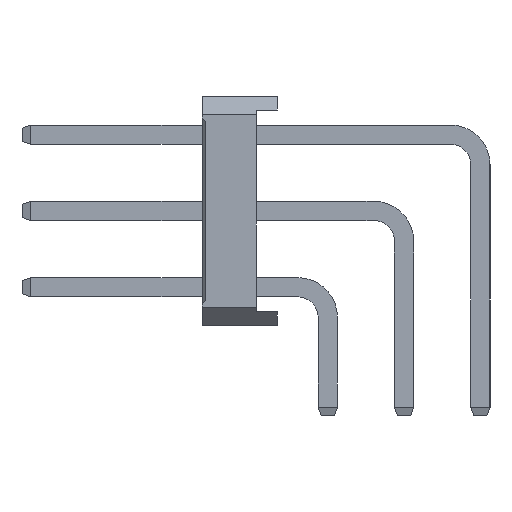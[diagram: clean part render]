
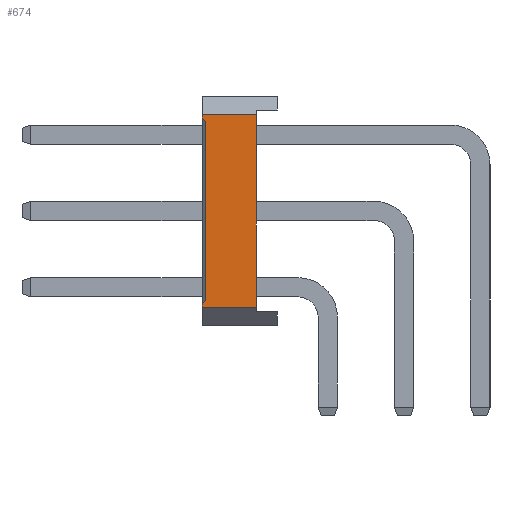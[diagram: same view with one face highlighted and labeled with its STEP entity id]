
A CAD part, left-side view. The second image highlights one B-rep face of the part: STEP entity #674.
In plain terms, the highlighted planar face has unit normal (-1, 0, 0).
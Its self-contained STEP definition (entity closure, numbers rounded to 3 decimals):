
#674=ADVANCED_FACE('',(#7284),#7286,.T.);
#7284=FACE_BOUND('',#7285,.T.);
#7285=EDGE_LOOP('',(#12657,#12658,#12659,#12660,#12661,#12662,#12663,#12664));
#7286=PLANE('',#7287);
#7287=AXIS2_PLACEMENT_3D('',#7288,#7289,#7290);
#7288=CARTESIAN_POINT('',(-1.27,1.68,0.6));
#7289=DIRECTION('',(-1.,0.,0.));
#7290=DIRECTION('',(0.,0.,1.));
#12657=ORIENTED_EDGE('',*,*,#16122,.F.);
#12658=ORIENTED_EDGE('',*,*,#16123,.T.);
#12659=ORIENTED_EDGE('',*,*,#16124,.F.);
#12660=ORIENTED_EDGE('',*,*,#15746,.F.);
#12661=ORIENTED_EDGE('',*,*,#16125,.F.);
#12662=ORIENTED_EDGE('',*,*,#15556,.T.);
#12663=ORIENTED_EDGE('',*,*,#16121,.T.);
#12664=ORIENTED_EDGE('',*,*,#15750,.F.);
#15556=EDGE_CURVE('',#17360,#17358,#17361,.T.);
#15746=EDGE_CURVE('',#17738,#17740,#17741,.T.);
#15750=EDGE_CURVE('',#17746,#17748,#17749,.T.);
#16121=EDGE_CURVE('',#17358,#17748,#18421,.T.);
#16122=EDGE_CURVE('',#18422,#17746,#18423,.F.);
#16123=EDGE_CURVE('',#18422,#18424,#18425,.T.);
#16124=EDGE_CURVE('',#17740,#18424,#18426,.F.);
#16125=EDGE_CURVE('',#17360,#17738,#18427,.T.);
#17358=VERTEX_POINT('',#20290);
#17360=VERTEX_POINT('',#20294);
#17361=LINE('',#20295,#20296);
#17738=VERTEX_POINT('',#21050);
#17740=VERTEX_POINT('',#21054);
#17741=LINE('',#21055,#21056);
#17746=VERTEX_POINT('',#21066);
#17748=VERTEX_POINT('',#21070);
#17749=LINE('',#21071,#21072);
#18421=LINE('',#22517,#22518);
#18422=VERTEX_POINT('',#22520);
#18423=LINE('',#22521,#22522);
#18424=VERTEX_POINT('',#22524);
#18425=LINE('',#22525,#22526);
#18426=LINE('',#22528,#22529);
#18427=LINE('',#22531,#22532);
#20290=CARTESIAN_POINT('',(-1.27,2.38,7.02));
#20294=CARTESIAN_POINT('',(-1.27,2.38,0.6));
#20295=CARTESIAN_POINT('',(-1.27,2.38,0.6));
#20296=VECTOR('',#20297,1.);
#20297=DIRECTION('',(0.,0.,1.));
#21050=CARTESIAN_POINT('',(-1.27,4.18,0.6));
#21054=CARTESIAN_POINT('',(-1.27,4.18,0.72));
#21055=CARTESIAN_POINT('',(-1.27,4.18,0.6));
#21056=VECTOR('',#21057,1.);
#21057=DIRECTION('',(0.,0.,1.));
#21066=CARTESIAN_POINT('',(-1.27,4.18,6.9));
#21070=CARTESIAN_POINT('',(-1.27,4.18,7.02));
#21071=CARTESIAN_POINT('',(-1.27,4.18,6.9));
#21072=VECTOR('',#21073,1.);
#21073=DIRECTION('',(0.,0.,1.));
#22517=CARTESIAN_POINT('',(-1.27,2.38,7.02));
#22518=VECTOR('',#22519,1.);
#22519=DIRECTION('',(0.,1.,0.));
#22520=CARTESIAN_POINT('',(-1.27,4.08,6.8));
#22521=CARTESIAN_POINT('',(-1.27,4.18,6.9));
#22522=VECTOR('',#22523,1.);
#22523=DIRECTION('',(0.,-0.707,-0.707));
#22524=CARTESIAN_POINT('',(-1.27,4.08,0.82));
#22525=CARTESIAN_POINT('',(-1.27,4.08,6.8));
#22526=VECTOR('',#22527,1.);
#22527=DIRECTION('',(0.,0.,-1.));
#22528=CARTESIAN_POINT('',(-1.27,4.08,0.82));
#22529=VECTOR('',#22530,1.);
#22530=DIRECTION('',(0.,0.707,-0.707));
#22531=CARTESIAN_POINT('',(-1.27,2.38,0.6));
#22532=VECTOR('',#22533,1.);
#22533=DIRECTION('',(0.,1.,0.));
